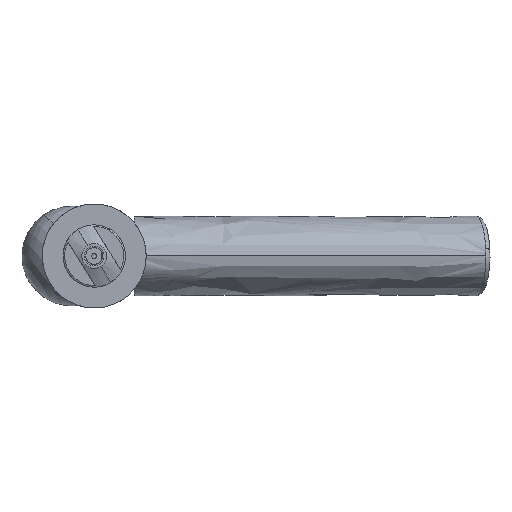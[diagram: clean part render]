
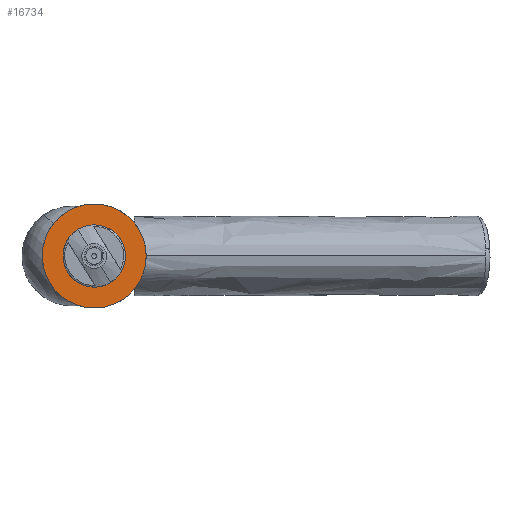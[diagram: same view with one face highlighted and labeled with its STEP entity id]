
A CAD part, left-side view. The second image highlights one B-rep face of the part: STEP entity #16734.
In plain terms, the highlighted planar face has unit normal (-1, 0, 0).
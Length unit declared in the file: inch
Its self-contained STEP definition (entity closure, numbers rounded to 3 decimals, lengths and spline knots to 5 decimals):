
#54 = VERTEX_POINT ( 'NONE', #8204 ) ;
#118 = AXIS2_PLACEMENT_3D ( 'NONE', #3654, #11700, #632 ) ;
#426 = DIRECTION ( 'NONE',  ( 0., -0.514, -0.858 ) ) ;
#632 = DIRECTION ( 'NONE',  ( 0., 0.514, 0.858 ) ) ;
#648 = CARTESIAN_POINT ( 'NONE',  ( -0.3375, 0., 0. ) ) ;
#1011 = VERTEX_POINT ( 'NONE', #2711 ) ;
#1122 = DIRECTION ( 'NONE',  ( 0., 0.514, 0.858 ) ) ;
#1149 = ORIENTED_EDGE ( 'NONE', *, *, #3122, .F. ) ;
#2711 = CARTESIAN_POINT ( 'NONE',  ( -0.3375, -0.20056, -0.33448 ) ) ;
#2987 = FACE_BOUND ( 'NONE', #9891, .T. ) ;
#3122 = EDGE_CURVE ( 'NONE', #1011, #54, #13408, .T. ) ;
#3234 = CARTESIAN_POINT ( 'NONE',  ( -0.3375, 0.55747, -0.33426 ) ) ;
#3654 = CARTESIAN_POINT ( 'NONE',  ( -0.3375, 0., 0. ) ) ;
#3819 = DIRECTION ( 'NONE',  ( 0., 0.514, 0.858 ) ) ;
#4051 = AXIS2_PLACEMENT_3D ( 'NONE', #3234, #8513, #426 ) ;
#4341 = CARTESIAN_POINT ( 'NONE',  ( -0.3375, -0.33426, -0.55747 ) ) ;
#4920 = CIRCLE ( 'NONE', #6613, 0.65 ) ;
#5082 = DIRECTION ( 'NONE',  ( -1., 0., 0. ) ) ;
#5150 = DIRECTION ( 'NONE',  ( -1., 0., 0. ) ) ;
#5731 = VERTEX_POINT ( 'NONE', #5835 ) ;
#5835 = CARTESIAN_POINT ( 'NONE',  ( -0.3375, 0.33426, 0.55747 ) ) ;
#6338 = DIRECTION ( 'NONE',  ( -1., 0., 0. ) ) ;
#6613 = AXIS2_PLACEMENT_3D ( 'NONE', #8003, #5082, #3819 ) ;
#6757 = CARTESIAN_POINT ( 'NONE',  ( -0.3375, 0., 0. ) ) ;
#6815 = ORIENTED_EDGE ( 'NONE', *, *, #9951, .T. ) ;
#7326 = EDGE_CURVE ( 'NONE', #54, #1011, #12560, .T. ) ;
#8003 = CARTESIAN_POINT ( 'NONE',  ( -0.3375, 0., 0. ) ) ;
#8144 = AXIS2_PLACEMENT_3D ( 'NONE', #6757, #5150, #1122 ) ;
#8204 = CARTESIAN_POINT ( 'NONE',  ( -0.3375, 0.20056, 0.33448 ) ) ;
#8429 = FACE_OUTER_BOUND ( 'NONE', #14380, .T. ) ;
#8513 = DIRECTION ( 'NONE',  ( 1., 0., 0. ) ) ;
#8676 = VERTEX_POINT ( 'NONE', #4341 ) ;
#9014 = ORIENTED_EDGE ( 'NONE', *, *, #16930, .T. ) ;
#9234 = AXIS2_PLACEMENT_3D ( 'NONE', #648, #6338, #15603 ) ;
#9891 = EDGE_LOOP ( 'NONE', ( #12074, #1149 ) ) ;
#9951 = EDGE_CURVE ( 'NONE', #8676, #5731, #12356, .T. ) ;
#11700 = DIRECTION ( 'NONE',  ( -1., 0., 0. ) ) ;
#12074 = ORIENTED_EDGE ( 'NONE', *, *, #7326, .F. ) ;
#12356 = CIRCLE ( 'NONE', #8144, 0.65 ) ;
#12560 = CIRCLE ( 'NONE', #118, 0.39 ) ;
#13408 = CIRCLE ( 'NONE', #9234, 0.39 ) ;
#13791 = PLANE ( 'NONE',  #4051 ) ;
#14380 = EDGE_LOOP ( 'NONE', ( #9014, #6815 ) ) ;
#15603 = DIRECTION ( 'NONE',  ( 0., 0.514, 0.858 ) ) ;
#16734 = ADVANCED_FACE ( 'NONE', ( #2987, #8429 ), #13791, .F. ) ;
#16930 = EDGE_CURVE ( 'NONE', #5731, #8676, #4920, .T. ) ;
